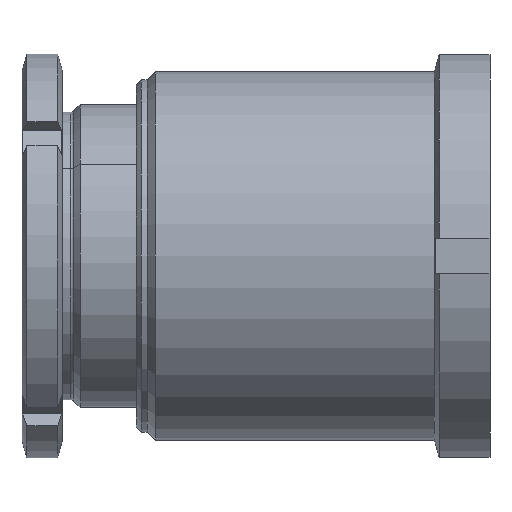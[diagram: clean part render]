
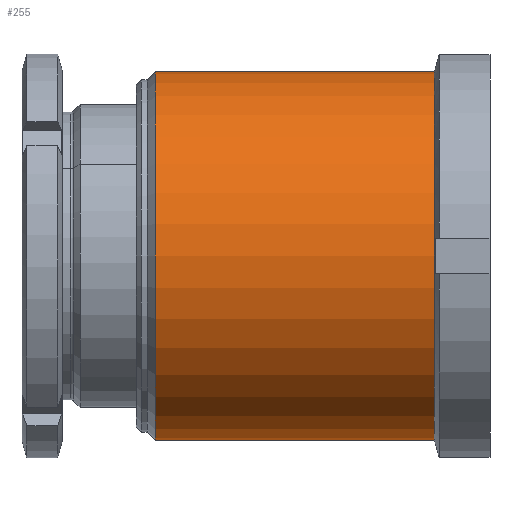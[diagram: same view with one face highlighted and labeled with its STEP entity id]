
A CAD part, left-side view. The second image highlights one B-rep face of the part: STEP entity #255.
In plain terms, the highlighted cylindrical face has radius 36.5 mm (diameter 73 mm), a partial arc.
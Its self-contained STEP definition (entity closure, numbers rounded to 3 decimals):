
#82 = AXIS2_PLACEMENT_3D ( 'NONE', #2109, #208, #2828 ) ;
#112 = VECTOR ( 'NONE', #925, 1000. ) ;
#113 = ORIENTED_EDGE ( 'NONE', *, *, #2438, .F. ) ;
#120 = AXIS2_PLACEMENT_3D ( 'NONE', #599, #2267, #2505 ) ;
#208 = DIRECTION ( 'NONE',  ( 0., 1., 0. ) ) ;
#225 = CIRCLE ( 'NONE', #2329, 36.5 ) ;
#255 = ADVANCED_FACE ( 'NONE', ( #542 ), #1876, .T. ) ;
#338 = LINE ( 'NONE', #662, #112 ) ;
#542 = FACE_OUTER_BOUND ( 'NONE', #638, .T. ) ;
#599 = CARTESIAN_POINT ( 'NONE',  ( 0., 10.447, 0. ) ) ;
#638 = EDGE_LOOP ( 'NONE', ( #113, #1513, #672, #2798 ) ) ;
#662 = CARTESIAN_POINT ( 'NONE',  ( 0., 10.447, -36.5 ) ) ;
#672 = ORIENTED_EDGE ( 'NONE', *, *, #1525, .T. ) ;
#792 = CIRCLE ( 'NONE', #82, 36.5 ) ;
#798 = EDGE_CURVE ( 'NONE', #1079, #3018, #792, .T. ) ;
#888 = DIRECTION ( 'NONE',  ( 0., 1., 0. ) ) ;
#925 = DIRECTION ( 'NONE',  ( 0., 1., 0. ) ) ;
#1079 = VERTEX_POINT ( 'NONE', #2414 ) ;
#1390 = VECTOR ( 'NONE', #888, 1000. ) ;
#1391 = CARTESIAN_POINT ( 'NONE',  ( 0., 10.447, 36.5 ) ) ;
#1513 = ORIENTED_EDGE ( 'NONE', *, *, #2021, .T. ) ;
#1525 = EDGE_CURVE ( 'NONE', #2313, #3018, #2351, .T. ) ;
#1704 = CARTESIAN_POINT ( 'NONE',  ( 0., -59., -36.5 ) ) ;
#1876 = CYLINDRICAL_SURFACE ( 'NONE', #120, 36.5 ) ;
#1906 = VERTEX_POINT ( 'NONE', #1704 ) ;
#1978 = CARTESIAN_POINT ( 'NONE',  ( 0., -3.8, 36.5 ) ) ;
#2021 = EDGE_CURVE ( 'NONE', #1906, #2313, #225, .T. ) ;
#2109 = CARTESIAN_POINT ( 'NONE',  ( 0., -3.8, 0. ) ) ;
#2128 = DIRECTION ( 'NONE',  ( 0., 0., 1. ) ) ;
#2267 = DIRECTION ( 'NONE',  ( 0., 1., 0. ) ) ;
#2313 = VERTEX_POINT ( 'NONE', #2930 ) ;
#2329 = AXIS2_PLACEMENT_3D ( 'NONE', #2854, #3066, #2128 ) ;
#2351 = LINE ( 'NONE', #1391, #1390 ) ;
#2414 = CARTESIAN_POINT ( 'NONE',  ( 0., -3.8, -36.5 ) ) ;
#2438 = EDGE_CURVE ( 'NONE', #1906, #1079, #338, .T. ) ;
#2505 = DIRECTION ( 'NONE',  ( 0., 0., 1. ) ) ;
#2798 = ORIENTED_EDGE ( 'NONE', *, *, #798, .F. ) ;
#2828 = DIRECTION ( 'NONE',  ( 0., 0., 1. ) ) ;
#2854 = CARTESIAN_POINT ( 'NONE',  ( 0., -59., 0. ) ) ;
#2930 = CARTESIAN_POINT ( 'NONE',  ( 0., -59., 36.5 ) ) ;
#3018 = VERTEX_POINT ( 'NONE', #1978 ) ;
#3066 = DIRECTION ( 'NONE',  ( 0., 1., 0. ) ) ;
